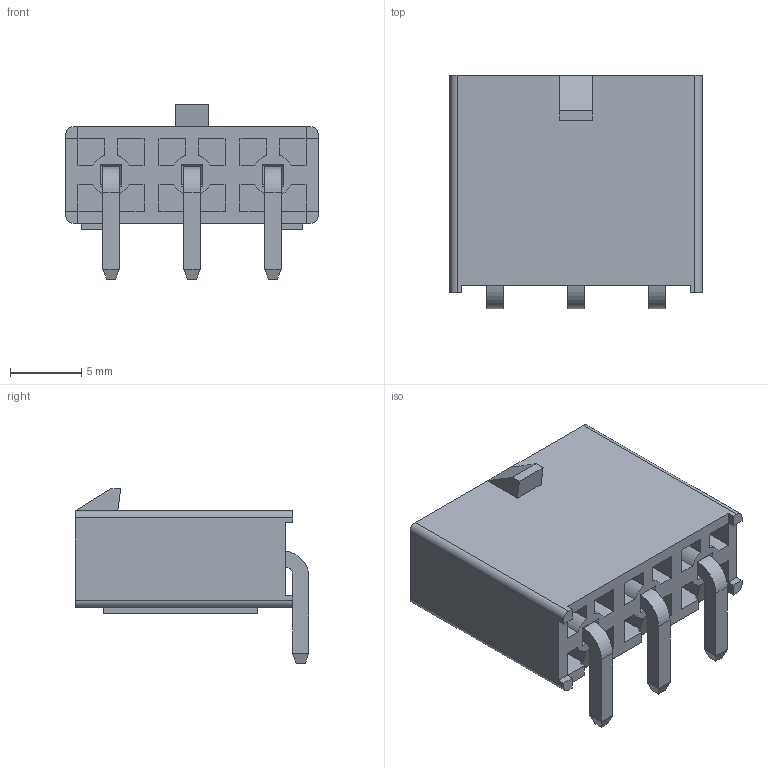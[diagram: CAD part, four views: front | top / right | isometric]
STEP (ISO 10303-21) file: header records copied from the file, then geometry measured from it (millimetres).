
FILE_DESCRIPTION(/* description */ ('Unknown'),/* implementation_level */ '2;1');
FILE_NAME(/* name */ 'J_Wurth_WR-MPC5_657003130101',/* time_stamp */ '2025-07-09T16:55:45+08:00',/* author */ ('Unknown'),/* organization */ ('Unknown'),/* preprocessor_version */ 'ST-DEVELOPER v19.4',/* originating_system */ 'Solid Edge',/* authorisation */ 'Unknown');
FILE_SCHEMA (('AUTOMOTIVE_DESIGN {1 0 10303 214 3 1 1}'));
Length unit declared in the file: millimetre
Products named in the file (2): J_Wurth_WR-MPC5_657003130101
Assembly tree (1 placements, depth 2):
  J_Wurth_WR-MPC5_657003130101
    J_Wurth_WR-MPC5_657003130101
Bounding box: 17.75 x 16.44 x 12.28 mm (x, y, z)
Volume: 908.9 mm3; surface area: 2112.2 mm2
Topology: 1 solids, 1 shells, 249 faces, 610 edges, 378 vertices
Faces by surface type: plane 227, cylinder 22
Entity records: 8886 total; most frequent: CARTESIAN_POINT 1239, ORIENTED_EDGE 1220, DIRECTION 1156, EDGE_CURVE 610, LINE 566, VECTOR 566, VERTEX_POINT 378, AXIS2_PLACEMENT_3D 295
